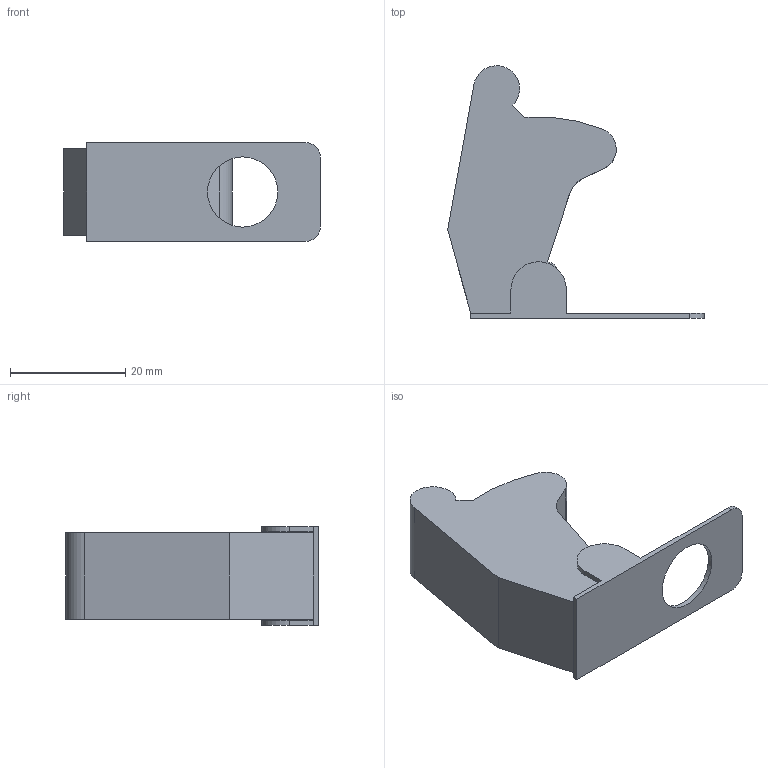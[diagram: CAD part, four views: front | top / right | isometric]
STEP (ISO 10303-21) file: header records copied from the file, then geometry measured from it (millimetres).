
FILE_DESCRIPTION(/* description */ (''),/* implementation_level */ '2;1');
FILE_NAME(/* name */ 'stop_switch_guard.stp',/* time_stamp */ '2020-07-13T09:24:09-04:00',/* author */ ('Paul D''Angio'),/* organization */ ('DARPA'),/* preprocessor_version */ 'ST-DEVELOPER v17.2',/* originating_system */ 'Autodesk Inventor 2019',/* authorisation */ '');
FILE_SCHEMA (('AUTOMOTIVE_DESIGN { 1 0 10303 214 3 1 1 }'));
Length unit declared in the file: millimetre
Products named in the file (1): Switch Guard
Bounding box: 44.6 x 43.88 x 17.15 mm (x, y, z)
Volume: 11854.8 mm3; surface area: 4548.6 mm2
Topology: 1 solids, 1 shells, 30 faces, 82 edges, 54 vertices
Faces by surface type: plane 20, cylinder 10
Full cylindrical faces by diameter (mm): 12.2 x1
Entity records: 1052 total; most frequent: CARTESIAN_POINT 167, ORIENTED_EDGE 164, DIRECTION 164, EDGE_CURVE 82, LINE 62, VECTOR 62, VERTEX_POINT 54, AXIS2_PLACEMENT_3D 51
